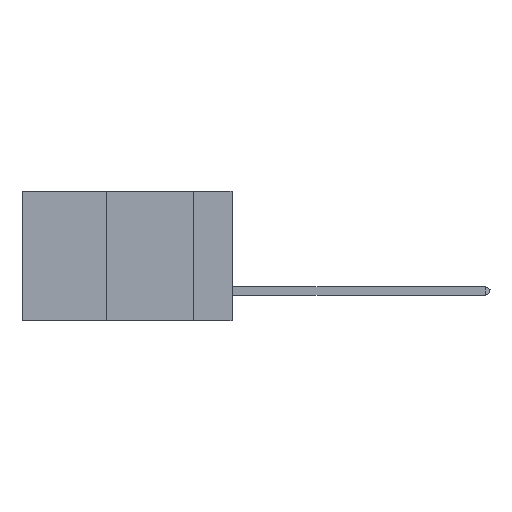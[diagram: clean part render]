
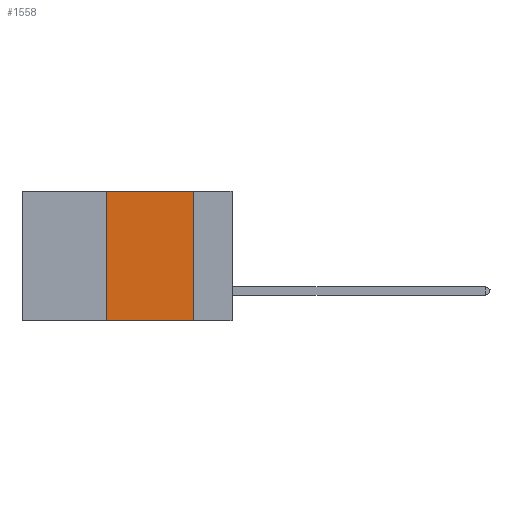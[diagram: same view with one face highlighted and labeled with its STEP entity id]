
A CAD part, left-side view. The second image highlights one B-rep face of the part: STEP entity #1558.
In plain terms, the highlighted planar face has unit normal (-1, 0, 0).
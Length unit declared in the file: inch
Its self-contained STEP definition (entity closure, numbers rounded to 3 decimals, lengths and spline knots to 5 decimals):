
#232 = CARTESIAN_POINT ( 'NONE',  ( 0., 0.6, 0. ) ) ;
#398 = DIRECTION ( 'NONE',  ( 0., -1., 0. ) ) ;
#868 = EDGE_CURVE ( 'NONE', #10111, #4177, #7187, .T. ) ;
#1558 = ADVANCED_FACE ( 'NONE', ( #3305 ), #5268, .F. ) ;
#2046 = VERTEX_POINT ( 'NONE', #13279 ) ;
#2127 = AXIS2_PLACEMENT_3D ( 'NONE', #232, #3625, #7016 ) ;
#3305 = FACE_OUTER_BOUND ( 'NONE', #4210, .T. ) ;
#3625 = DIRECTION ( 'NONE',  ( 1., 0., 0. ) ) ;
#3901 = CARTESIAN_POINT ( 'NONE',  ( 0., 0.6, -0.37 ) ) ;
#4177 = VERTEX_POINT ( 'NONE', #14053 ) ;
#4210 = EDGE_LOOP ( 'NONE', ( #6718, #16361, #9555, #15229 ) ) ;
#4335 = CARTESIAN_POINT ( 'NONE',  ( 0., 0.6, 0. ) ) ;
#4354 = VECTOR ( 'NONE', #10920, 39.37008 ) ;
#5268 = PLANE ( 'NONE',  #2127 ) ;
#6718 = ORIENTED_EDGE ( 'NONE', *, *, #868, .F. ) ;
#7016 = DIRECTION ( 'NONE',  ( 0., 0., -1. ) ) ;
#7187 = LINE ( 'NONE', #12240, #20542 ) ;
#8385 = LINE ( 'NONE', #15071, #10303 ) ;
#8409 = CARTESIAN_POINT ( 'NONE',  ( 0., 0.36, -0.37 ) ) ;
#9391 = LINE ( 'NONE', #4335, #4354 ) ;
#9555 = ORIENTED_EDGE ( 'NONE', *, *, #19659, .F. ) ;
#10111 = VERTEX_POINT ( 'NONE', #18457 ) ;
#10303 = VECTOR ( 'NONE', #20129, 39.37008 ) ;
#10920 = DIRECTION ( 'NONE',  ( 0., -1., 0. ) ) ;
#11920 = DIRECTION ( 'NONE',  ( 0., 0., -1. ) ) ;
#12240 = CARTESIAN_POINT ( 'NONE',  ( 0., 0.11, 0. ) ) ;
#13279 = CARTESIAN_POINT ( 'NONE',  ( 0., 0.36, 0. ) ) ;
#14053 = CARTESIAN_POINT ( 'NONE',  ( 0., 0.11, -0.37 ) ) ;
#15071 = CARTESIAN_POINT ( 'NONE',  ( 0., 0.36, 0. ) ) ;
#15229 = ORIENTED_EDGE ( 'NONE', *, *, #20714, .T. ) ;
#16361 = ORIENTED_EDGE ( 'NONE', *, *, #19410, .F. ) ;
#16908 = VECTOR ( 'NONE', #398, 39.37008 ) ;
#17494 = LINE ( 'NONE', #3901, #16908 ) ;
#17924 = VERTEX_POINT ( 'NONE', #8409 ) ;
#18457 = CARTESIAN_POINT ( 'NONE',  ( 0., 0.11, 0. ) ) ;
#19410 = EDGE_CURVE ( 'NONE', #2046, #10111, #9391, .T. ) ;
#19659 = EDGE_CURVE ( 'NONE', #17924, #2046, #8385, .T. ) ;
#20129 = DIRECTION ( 'NONE',  ( 0., 0., 1. ) ) ;
#20542 = VECTOR ( 'NONE', #11920, 39.37008 ) ;
#20714 = EDGE_CURVE ( 'NONE', #17924, #4177, #17494, .T. ) ;
